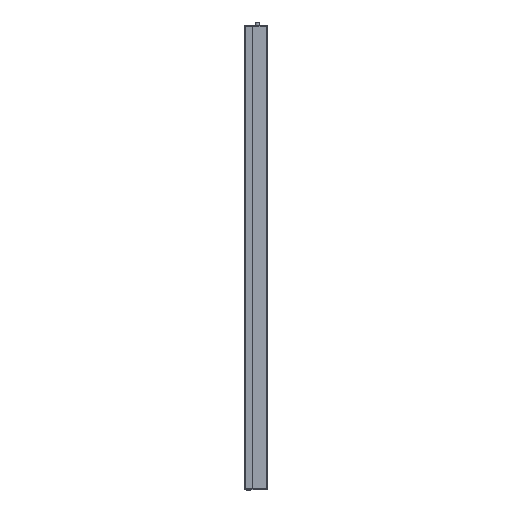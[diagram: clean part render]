
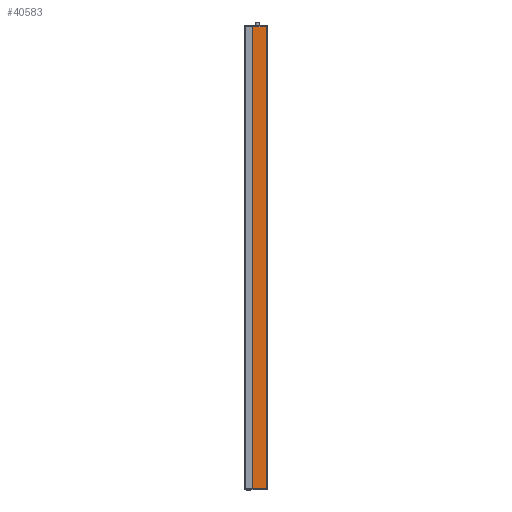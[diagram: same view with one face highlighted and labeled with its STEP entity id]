
A CAD part, left-side view. The second image highlights one B-rep face of the part: STEP entity #40583.
In plain terms, the highlighted planar face has unit normal (-1, 0, 0).
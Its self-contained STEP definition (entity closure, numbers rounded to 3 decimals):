
#2075 = VECTOR ( 'NONE', #8972, 1000. ) ;
#2428 = LINE ( 'NONE', #11667, #28533 ) ;
#3289 = VERTEX_POINT ( 'NONE', #28780 ) ;
#3577 = LINE ( 'NONE', #12229, #14760 ) ;
#4428 = CARTESIAN_POINT ( 'NONE',  ( -9.75, 0., 479.5 ) ) ;
#5994 = VECTOR ( 'NONE', #17466, 1000. ) ;
#7604 = FACE_OUTER_BOUND ( 'NONE', #36144, .T. ) ;
#8297 = ORIENTED_EDGE ( 'NONE', *, *, #42079, .T. ) ;
#8972 = DIRECTION ( 'NONE',  ( 0., 0., -1. ) ) ;
#9255 = LINE ( 'NONE', #27529, #2075 ) ;
#11667 = CARTESIAN_POINT ( 'NONE',  ( -9.75, 0., -479.5 ) ) ;
#12229 = CARTESIAN_POINT ( 'NONE',  ( -9.75, 0., 479.5 ) ) ;
#13566 = ORIENTED_EDGE ( 'NONE', *, *, #29986, .F. ) ;
#14760 = VECTOR ( 'NONE', #34573, 1000. ) ;
#15266 = ORIENTED_EDGE ( 'NONE', *, *, #18311, .T. ) ;
#17466 = DIRECTION ( 'NONE',  ( 0., 0., 1. ) ) ;
#18311 = EDGE_CURVE ( 'NONE', #3289, #23798, #2428, .T. ) ;
#21780 = PLANE ( 'NONE',  #49249 ) ;
#22695 = CARTESIAN_POINT ( 'NONE',  ( -9.75, 0.3, 479.5 ) ) ;
#22772 = EDGE_CURVE ( 'NONE', #23798, #45956, #36052, .T. ) ;
#23798 = VERTEX_POINT ( 'NONE', #38617 ) ;
#27529 = CARTESIAN_POINT ( 'NONE',  ( -9.75, 30.925, 479.5 ) ) ;
#28533 = VECTOR ( 'NONE', #37788, 1000. ) ;
#28780 = CARTESIAN_POINT ( 'NONE',  ( -9.75, 30.925, -479.5 ) ) ;
#29986 = EDGE_CURVE ( 'NONE', #46676, #45956, #3577, .T. ) ;
#34276 = DIRECTION ( 'NONE',  ( 1., 0., 0. ) ) ;
#34573 = DIRECTION ( 'NONE',  ( 0., -1., 0. ) ) ;
#36052 = LINE ( 'NONE', #22695, #5994 ) ;
#36144 = EDGE_LOOP ( 'NONE', ( #15266, #56250, #13566, #8297 ) ) ;
#37788 = DIRECTION ( 'NONE',  ( 0., -1., 0. ) ) ;
#38617 = CARTESIAN_POINT ( 'NONE',  ( -9.75, 0.3, -479.5 ) ) ;
#40248 = CARTESIAN_POINT ( 'NONE',  ( -9.75, 0.3, 479.5 ) ) ;
#40583 = ADVANCED_FACE ( 'NONE', ( #7604 ), #21780, .F. ) ;
#42079 = EDGE_CURVE ( 'NONE', #46676, #3289, #9255, .T. ) ;
#43271 = DIRECTION ( 'NONE',  ( 0., 1., 0. ) ) ;
#45956 = VERTEX_POINT ( 'NONE', #40248 ) ;
#46676 = VERTEX_POINT ( 'NONE', #52656 ) ;
#49249 = AXIS2_PLACEMENT_3D ( 'NONE', #4428, #34276, #43271 ) ;
#52656 = CARTESIAN_POINT ( 'NONE',  ( -9.75, 30.925, 479.5 ) ) ;
#56250 = ORIENTED_EDGE ( 'NONE', *, *, #22772, .T. ) ;
